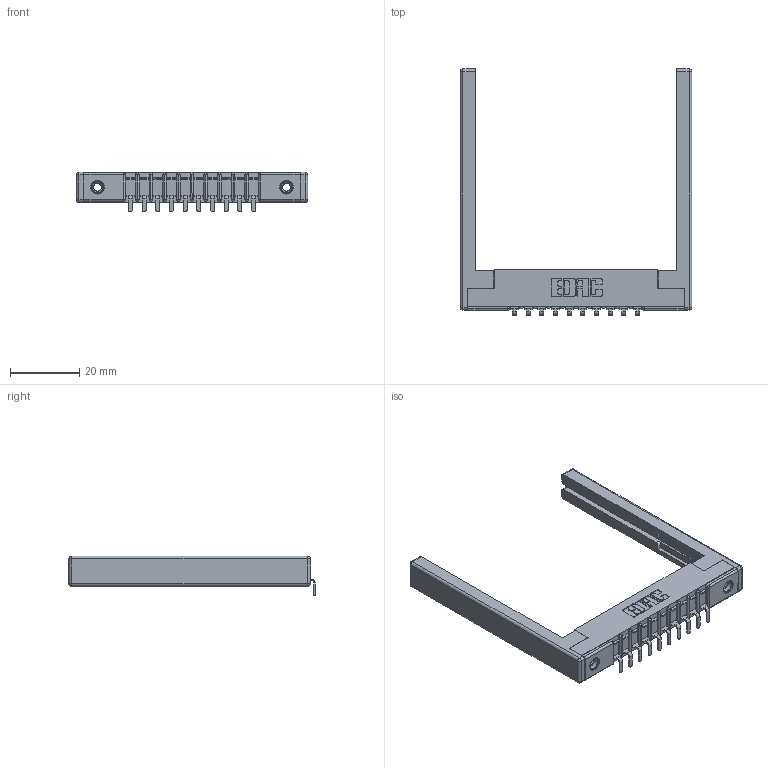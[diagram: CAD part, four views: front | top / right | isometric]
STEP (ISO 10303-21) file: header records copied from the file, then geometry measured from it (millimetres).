
FILE_DESCRIPTION (( 'STEP AP203' ), '1' );
FILE_NAME ('307-010-453-168.STEP', '2020-09-25T08:22:24', ( '' ), ( '' ), 'SwSTEP 2.0', 'SolidWorks 2020', '' );
FILE_SCHEMA (( 'CONFIG_CONTROL_DESIGN' ));
Length unit declared in the file: inch
Products named in the file (5): 307 Part_.156 Dia Mounting Holes; 307-290-002_553; 345-250-001_345-250-001-102; 307-010-453-168; 307-220-068
Assembly tree (15 placements, depth 2):
  307-010-453-168
    307 Part_.156 Dia Mounting Holes
    307-290-002_553  x10
    307-220-068  x2
    345-250-001_345-250-001-102  x2
Bounding box: 67.06 x 71.29 x 11.51 mm (x, y, z)
Volume: 8979.4 mm3; surface area: 11396.6 mm2
Topology: 15 solids, 15 shells, 1063 faces, 3153 edges, 2050 vertices
Faces by surface type: plane 628, cylinder 389, sphere 30, cone 12, torus 4
Entity records: 16131 total; most frequent: CARTESIAN_POINT 2681, ORIENTED_EDGE 2660, DIRECTION 2638, EDGE_CURVE 1330, LINE 1000, VECTOR 1000, VERTEX_POINT 862, AXIS2_PLACEMENT_3D 819
